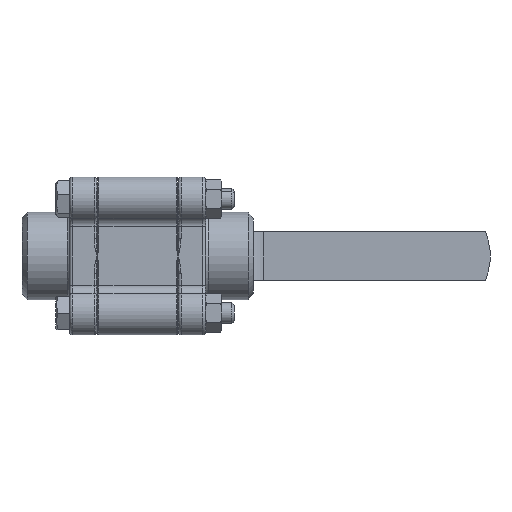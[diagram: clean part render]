
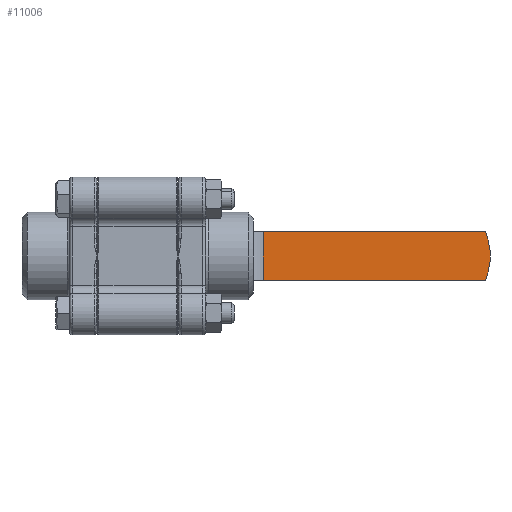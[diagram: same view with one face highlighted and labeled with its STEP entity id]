
A CAD part, front view. The second image highlights one B-rep face of the part: STEP entity #11006.
In plain terms, the highlighted planar face has unit normal (0, -1, 0).
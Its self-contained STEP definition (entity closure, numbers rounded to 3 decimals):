
#6702 = VERTEX_POINT ( 'NONE', #14824 ) ;
#7797 = CARTESIAN_POINT ( 'NONE',  ( 48.814, 26.5, -9.5 ) ) ;
#7817 = EDGE_CURVE ( 'NONE', #6702, #7892, #14963, .T. ) ;
#7892 = VERTEX_POINT ( 'NONE', #14959 ) ;
#7932 = DIRECTION ( 'NONE',  ( 1., 0., 0. ) ) ;
#7933 = VECTOR ( 'NONE', #7932, 1000. ) ;
#7934 = CARTESIAN_POINT ( 'NONE',  ( 48.814, 26.5, -9.5 ) ) ;
#7935 = LINE ( 'NONE', #7934, #7933 ) ;
#8033 = CARTESIAN_POINT ( 'NONE',  ( 135.125, 26.5, -9.5 ) ) ;
#11006 = ADVANCED_FACE ( 'NONE', ( #15888 ), #15887, .F. ) ;
#11007 = EDGE_LOOP ( 'NONE', ( #11010, #11043, #11045, #11049 ) ) ;
#11010 = ORIENTED_EDGE ( 'NONE', *, *, #11042, .F. ) ;
#11042 = EDGE_CURVE ( 'NONE', #7892, #17953, #15949, .T. ) ;
#11043 = ORIENTED_EDGE ( 'NONE', *, *, #7817, .F. ) ;
#11045 = ORIENTED_EDGE ( 'NONE', *, *, #11047, .T. ) ;
#11047 = EDGE_CURVE ( 'NONE', #6702, #17874, #15944, .T. ) ;
#11049 = ORIENTED_EDGE ( 'NONE', *, *, #17903, .T. ) ;
#14824 = CARTESIAN_POINT ( 'NONE',  ( 48.814, 26.5, 9.5 ) ) ;
#14959 = CARTESIAN_POINT ( 'NONE',  ( 135.125, 26.5, 9.5 ) ) ;
#14960 = DIRECTION ( 'NONE',  ( 1., 0., 0. ) ) ;
#14961 = VECTOR ( 'NONE', #14960, 1000. ) ;
#14962 = CARTESIAN_POINT ( 'NONE',  ( 48.814, 26.5, 9.5 ) ) ;
#14963 = LINE ( 'NONE', #14962, #14961 ) ;
#15882 = DIRECTION ( 'NONE',  ( -1., 0., 0. ) ) ;
#15883 = DIRECTION ( 'NONE',  ( 0., 1., 0. ) ) ;
#15884 = AXIS2_PLACEMENT_3D ( 'NONE', #15886, #15883, #15882 ) ;
#15886 = CARTESIAN_POINT ( 'NONE',  ( 48.814, 26.5, 9.5 ) ) ;
#15887 = PLANE ( 'NONE',  #15884 ) ;
#15888 = FACE_OUTER_BOUND ( 'NONE', #11007, .T. ) ;
#15941 = DIRECTION ( 'NONE',  ( 0., 0., -1. ) ) ;
#15942 = VECTOR ( 'NONE', #15941, 1000. ) ;
#15943 = CARTESIAN_POINT ( 'NONE',  ( 48.814, 26.5, 9.5 ) ) ;
#15944 = LINE ( 'NONE', #15943, #15942 ) ;
#15945 = DIRECTION ( 'NONE',  ( -1., 0., 0. ) ) ;
#15946 = DIRECTION ( 'NONE',  ( 0., 1., 0. ) ) ;
#15947 = CARTESIAN_POINT ( 'NONE',  ( 112., 26.5, 0. ) ) ;
#15948 = AXIS2_PLACEMENT_3D ( 'NONE', #15947, #15946, #15945 ) ;
#15949 = CIRCLE ( 'NONE', #15948, 25. ) ;
#17874 = VERTEX_POINT ( 'NONE', #7797 ) ;
#17903 = EDGE_CURVE ( 'NONE', #17874, #17953, #7935, .T. ) ;
#17953 = VERTEX_POINT ( 'NONE', #8033 ) ;
